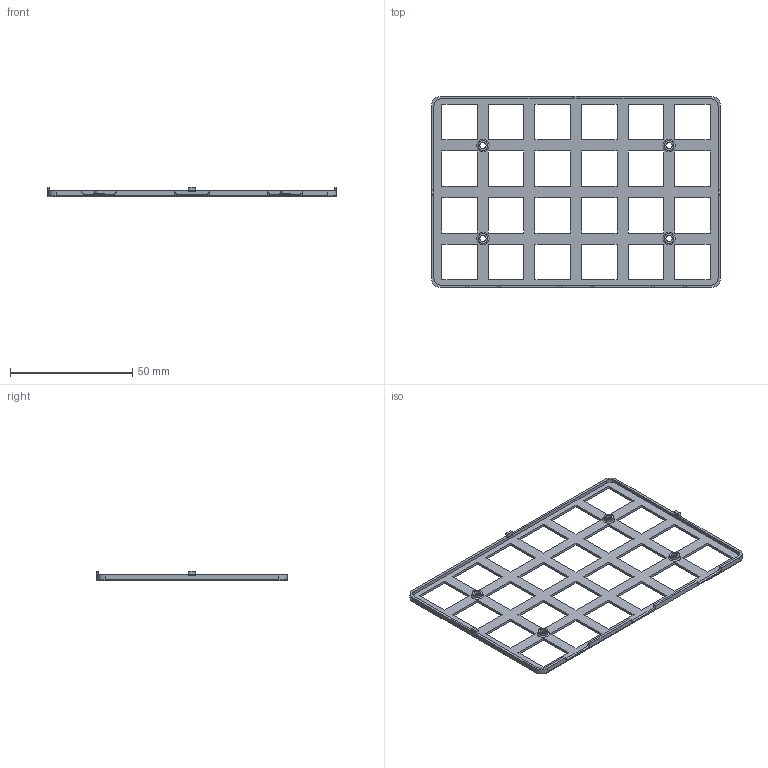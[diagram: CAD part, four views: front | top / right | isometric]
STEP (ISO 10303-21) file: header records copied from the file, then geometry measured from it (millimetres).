
FILE_DESCRIPTION(('FreeCAD Model'),'2;1');
FILE_NAME('Open CASCADE Shape Model','2023-02-18T18:17:41',(''),(''), 'Open CASCADE STEP processor 7.6','FreeCAD','Unknown');
FILE_SCHEMA(('AUTOMOTIVE_DESIGN { 1 0 10303 214 1 1 1 1 }'));
Length unit declared in the file: millimetre
Products named in the file (2): Part; Body
Assembly tree (1 placements, depth 2):
  Part
    Body
Bounding box: 118 x 78 x 3.9 mm (x, y, z)
Volume: 4623.8 mm3; surface area: 11068 mm2
Topology: 1 solids, 1 shells, 201 faces, 545 edges, 350 vertices
Faces by surface type: plane 157, cylinder 32, torus 8, cone 4
Full cylindrical faces by diameter (mm): 2.5 x4, 4 x4
Entity records: 13486 total; most frequent: CARTESIAN_POINT 2248, DIRECTION 2111, LINE 1499, VECTOR 1499, ORIENTED_EDGE 1090, PCURVE 1090, DEFINITIONAL_REPRESENTATION 1090, EDGE_CURVE 545
